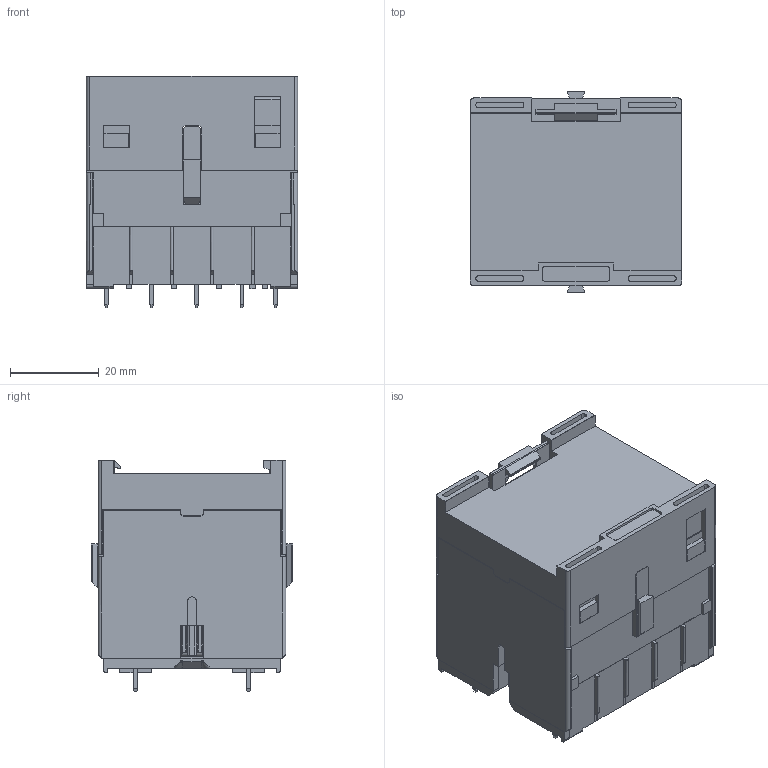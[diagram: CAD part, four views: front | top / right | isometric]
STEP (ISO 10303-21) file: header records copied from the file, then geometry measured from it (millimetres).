
FILE_DESCRIPTION((''),'2;1');
FILE_NAME('REL_ABB_BC6-30-10-P.stp','2016-08-23T17:34:42',(''),(''),'Mechanical Desktop 2011','Mechanical Desktop 2011',', , ');
FILE_SCHEMA(('AUTOMOTIVE_DESIGN { 1 2 10303 214 1 1 1 1 }'));
Length unit declared in the file: millimetre
Products named in the file (1): Product
Bounding box: 47.5 x 45.2 x 52 mm (x, y, z)
Volume: 78639.7 mm3; surface area: 29877.2 mm2
Topology: 13 solids, 13 shells, 664 faces, 1820 edges, 1200 vertices
Faces by surface type: plane 584, cylinder 73, bspline 5, cone 2
Entity records: 20972 total; most frequent: CARTESIAN_POINT 3939, ORIENTED_EDGE 3640, DIRECTION 3279, EDGE_CURVE 1820, VECTOR 1655, LINE 1655, VERTEX_POINT 1200, AXIS2_PLACEMENT_3D 812
